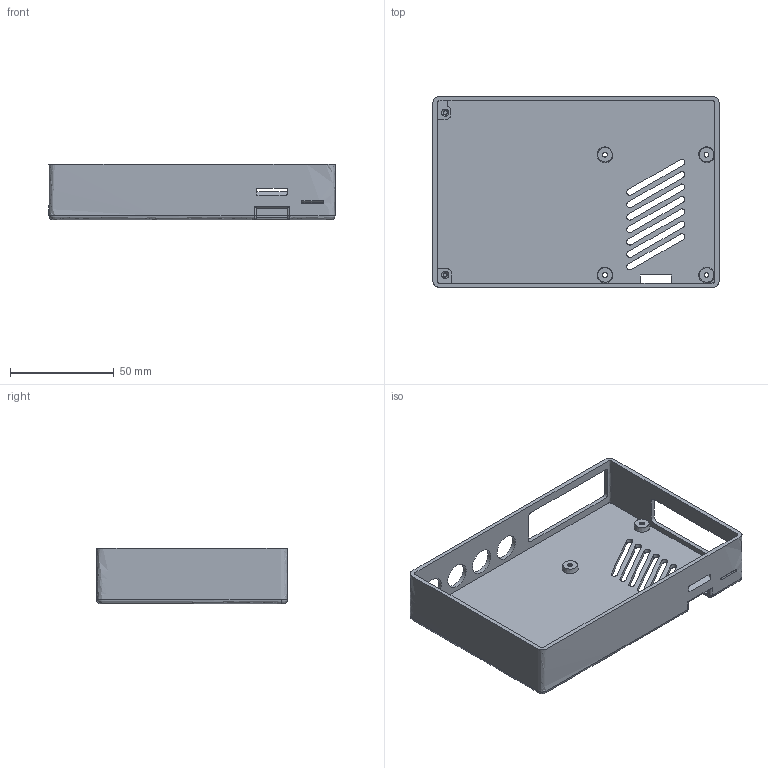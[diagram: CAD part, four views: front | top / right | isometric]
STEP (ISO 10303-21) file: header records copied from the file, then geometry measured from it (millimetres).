
FILE_DESCRIPTION(/* description */ (''),/* implementation_level */ '2;1');
FILE_NAME(/* name */ 'shieldXL_case_jp_v1.2_noInserts',/* time_stamp */ '2023-06-17T16:09:44-07:00',/* author */ (''),/* organization */ (''),/* preprocessor_version */ 'ST-DEVELOPER v16.5',/* originating_system */ 'Rhino 7.29',/* authorisation */ '');
FILE_SCHEMA (('CONFIG_CONTROL_DESIGN'));
Length unit declared in the file: millimetre
Products named in the file (1): Document
Bounding box: 138 x 92 x 26.9 mm (x, y, z)
Volume: 32251.1 mm3; surface area: 44227.1 mm2
Topology: 1 solids, 1 shells, 259 faces, 687 edges, 451 vertices
Faces by surface type: cylinder 143, bspline 79, plane 37
Full cylindrical faces by diameter (mm): 2.3 x26, 2.8 x4, 5.25 x4, 10.995 x4, 12.462 x4
Entity records: 17922 total; most frequent: CARTESIAN_POINT 13630, ORIENTED_EDGE 1374, EDGE_CURVE 687, VERTEX_POINT 451, EDGE_LOOP 320, ADVANCED_FACE 259, FACE_OUTER_BOUND 259, B_SPLINE_CURVE_WITH_KNOTS 249
